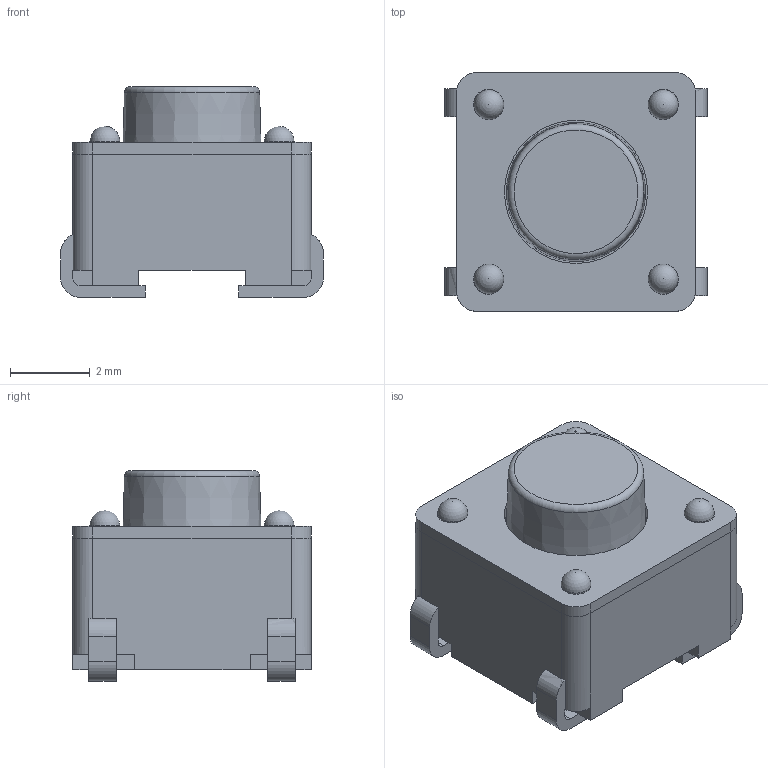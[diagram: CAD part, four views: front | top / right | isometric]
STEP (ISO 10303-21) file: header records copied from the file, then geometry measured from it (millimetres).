
FILE_DESCRIPTION((''),'2;1');
FILE_NAME('TL3301AFxxxxJ.stp','2011-03-14T07:48:38',('blarson'),(''),'Autodesk Inventor 11','Autodesk Inventor 11','');
FILE_SCHEMA(('AUTOMOTIVE_DESIGN { 1 0 10303 214 1 1 1 1 }'));
Length unit declared in the file: millimetre
Products named in the file (5): P010642; TL1105CONTACTDOME; TL3301JBODY; TL1105COVER; TL1105-3301ACTUATOR A 5
Assembly tree (4 placements, depth 2):
  P010642
    TL1105CONTACTDOME
    TL3301JBODY
    TL1105COVER
    TL1105-3301ACTUATOR A 5
Bounding box: 6.6 x 6 x 5.3 mm (x, y, z)
Volume: 109.4 mm3; surface area: 383.4 mm2
Topology: 4 solids, 4 shells, 211 faces, 555 edges, 354 vertices
Faces by surface type: plane 110, cylinder 65, bspline 25, sphere 5, torus 4, cone 2
Full cylindrical faces by diameter (mm): 0.75 x8, 3.6 x1, 5 x1
Entity records: 6666 total; most frequent: CARTESIAN_POINT 1391, ORIENTED_EDGE 1060, DIRECTION 1039, EDGE_CURVE 530, VECTOR 395, LINE 395, VERTEX_POINT 349, AXIS2_PLACEMENT_3D 322
